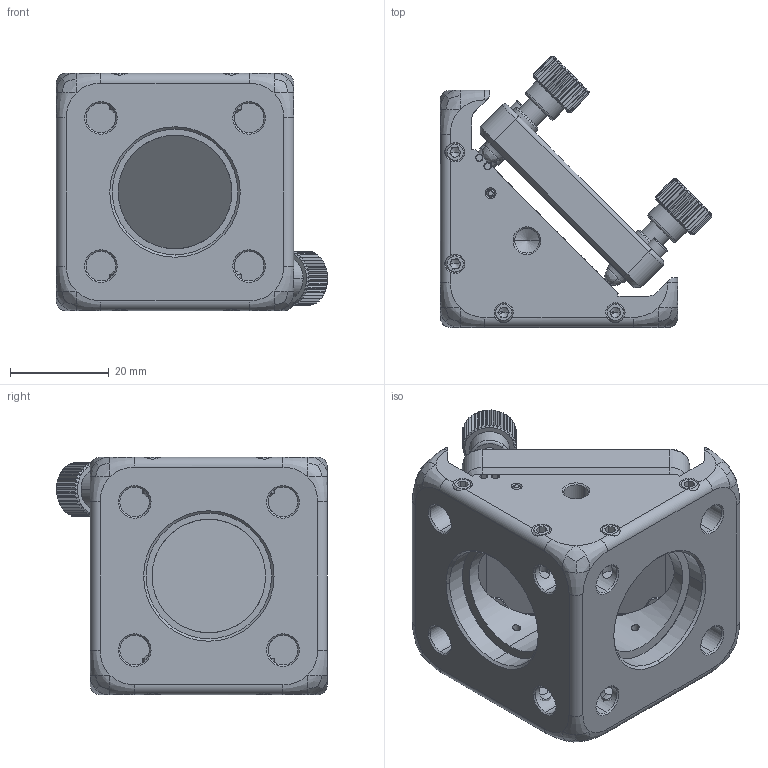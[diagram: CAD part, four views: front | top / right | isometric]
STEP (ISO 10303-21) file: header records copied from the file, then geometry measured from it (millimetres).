
FILE_DESCRIPTION (( 'STEP AP203' ), '1' );
FILE_NAME ('CSRA1-BR.STEP', '2025-11-25T03:54:01', ( '' ), ( '' ), 'SwSTEP 2.0', 'SolidWorks 2020', '' );
FILE_SCHEMA (( 'CONFIG_CONTROL_DESIGN' ));
Products named in the file (1): CSRA1-BR
Bounding box: 54.87 x 54.81 x 48 mm (x, y, z)
Volume: 44940.5 mm3; surface area: 26161.9 mm2
Topology: 37 solids, 37 shells, 1476 faces, 3799 edges, 2418 vertices
Faces by surface type: plane 748, cylinder 365, cone 206, bspline 157
Entity records: 59592 total; most frequent: CARTESIAN_POINT 24940, ORIENTED_EDGE 7498, DIRECTION 6654, EDGE_CURVE 3749, VERTEX_POINT 2418, AXIS2_PLACEMENT_3D 2324, LINE 2006, VECTOR 2006
